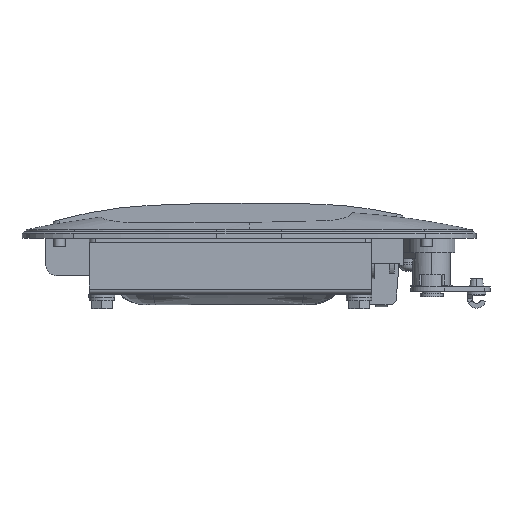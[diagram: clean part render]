
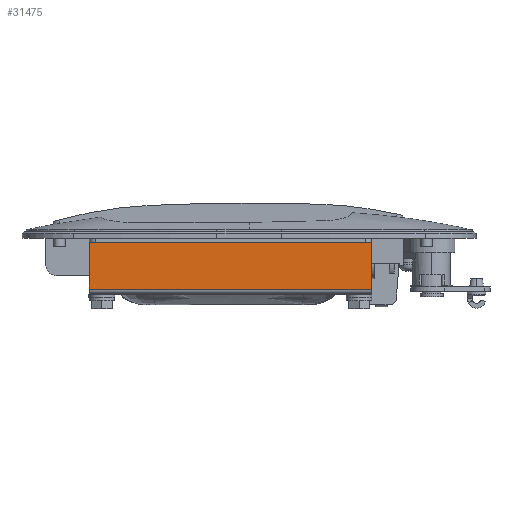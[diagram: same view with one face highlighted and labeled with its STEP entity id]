
A CAD part, front view. The second image highlights one B-rep face of the part: STEP entity #31475.
In plain terms, the highlighted face is planar.
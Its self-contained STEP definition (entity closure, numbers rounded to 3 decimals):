
#28881 = CARTESIAN_POINT ( 'NONE',  ( 0., 68., -25. ) ) ;
#28904 = DIRECTION ( 'NONE',  ( 0., 0., 1. ) ) ;
#28905 = VECTOR ( 'NONE', #28904, 1000. ) ;
#28906 = CARTESIAN_POINT ( 'NONE',  ( 0., -68., -25. ) ) ;
#28907 = LINE ( 'NONE', #28906, #28905 ) ;
#28908 = DIRECTION ( 'NONE',  ( 0., 0., 1. ) ) ;
#28909 = VECTOR ( 'NONE', #28908, 1000. ) ;
#28910 = CARTESIAN_POINT ( 'NONE',  ( 0., 68., -25. ) ) ;
#28911 = LINE ( 'NONE', #28910, #28909 ) ;
#28912 = CARTESIAN_POINT ( 'NONE',  ( 0., 68., -2.5 ) ) ;
#28913 = DIRECTION ( 'NONE',  ( 0., -1., 0. ) ) ;
#28914 = VECTOR ( 'NONE', #28913, 1000. ) ;
#28915 = CARTESIAN_POINT ( 'NONE',  ( 0., 68., -2.5 ) ) ;
#28916 = LINE ( 'NONE', #28915, #28914 ) ;
#28917 = CARTESIAN_POINT ( 'NONE',  ( 0., -68., -2.5 ) ) ;
#28919 = DIRECTION ( 'NONE',  ( 0., -1., 0. ) ) ;
#28920 = VECTOR ( 'NONE', #28919, 1000. ) ;
#28921 = CARTESIAN_POINT ( 'NONE',  ( 0., 68., -25. ) ) ;
#28922 = LINE ( 'NONE', #28921, #28920 ) ;
#28923 = CARTESIAN_POINT ( 'NONE',  ( 0., -68., -25. ) ) ;
#28931 = DIRECTION ( 'NONE',  ( 0., 0., -1. ) ) ;
#28932 = DIRECTION ( 'NONE',  ( 1., 0., 0. ) ) ;
#28933 = CARTESIAN_POINT ( 'NONE',  ( 0., 68., -25. ) ) ;
#28934 = AXIS2_PLACEMENT_3D ( 'NONE', #28933, #28932, #28931 ) ;
#28935 = PLANE ( 'NONE',  #28934 ) ;
#28936 = FACE_OUTER_BOUND ( 'NONE', #31344, .T. ) ;
#31341 = ORIENTED_EDGE ( 'NONE', *, *, #31451, .T. ) ;
#31342 = ORIENTED_EDGE ( 'NONE', *, *, #31458, .T. ) ;
#31344 = EDGE_LOOP ( 'NONE', ( #31342, #31459, #31460, #31341 ) ) ;
#31440 = VERTEX_POINT ( 'NONE', #28881 ) ;
#31450 = VERTEX_POINT ( 'NONE', #28923 ) ;
#31451 = EDGE_CURVE ( 'NONE', #31440, #31450, #28922, .T. ) ;
#31454 = VERTEX_POINT ( 'NONE', #28917 ) ;
#31455 = EDGE_CURVE ( 'NONE', #31456, #31454, #28916, .T. ) ;
#31456 = VERTEX_POINT ( 'NONE', #28912 ) ;
#31457 = EDGE_CURVE ( 'NONE', #31440, #31456, #28911, .T. ) ;
#31458 = EDGE_CURVE ( 'NONE', #31450, #31454, #28907, .T. ) ;
#31459 = ORIENTED_EDGE ( 'NONE', *, *, #31455, .F. ) ;
#31460 = ORIENTED_EDGE ( 'NONE', *, *, #31457, .F. ) ;
#31475 = ADVANCED_FACE ( 'NONE', ( #28936 ), #28935, .F. ) ;
